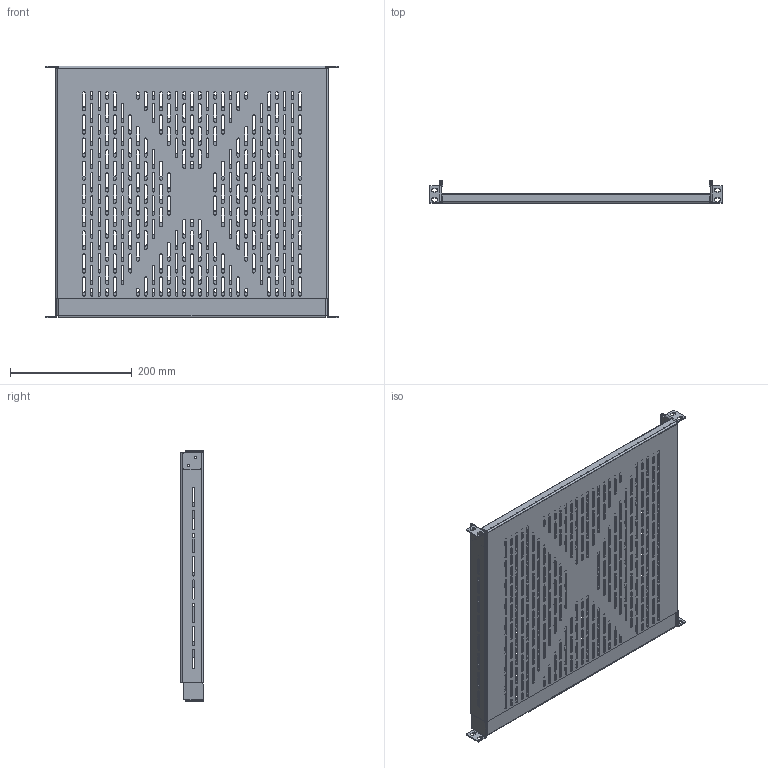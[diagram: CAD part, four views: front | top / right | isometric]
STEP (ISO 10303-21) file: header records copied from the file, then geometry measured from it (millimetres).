
FILE_DESCRIPTION (( 'STEP AP214' ), '1' );
FILE_NAME ('VSA-1626_3D.step', '2025-05-12T16:53:43', ( '' ), ( '' ), 'SwSTEP 2.0', 'SolidWorks 2022', '' );
FILE_SCHEMA (( 'AUTOMOTIVE_DESIGN' ));
Length unit declared in the file: inch
Products named in the file (1): VSA-1626_3D
Bounding box: 482.6 x 38.09 x 414.25 mm (x, y, z)
Volume: 553600 mm3; surface area: 780007.3 mm2
Topology: 8 solids, 8 shells, 2758 faces, 8114 edges, 5372 vertices
Faces by surface type: cylinder 1608, plane 1148, bspline 2
Entity records: 95227 total; most frequent: DIRECTION 16840, CARTESIAN_POINT 16439, ORIENTED_EDGE 16228, EDGE_CURVE 8114, AXIS2_PLACEMENT_3D 5973, VERTEX_POINT 5372, VECTOR 4894, LINE 4894
